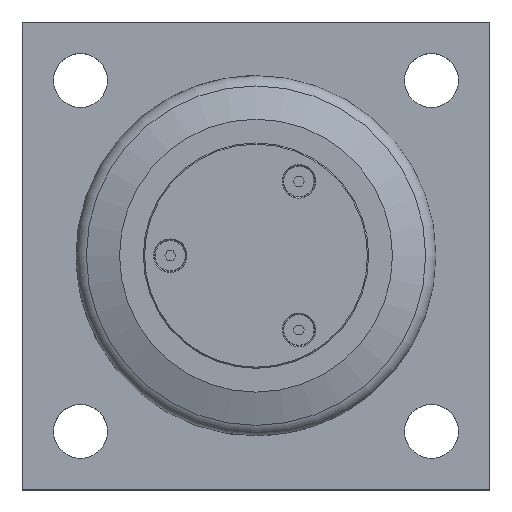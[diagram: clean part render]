
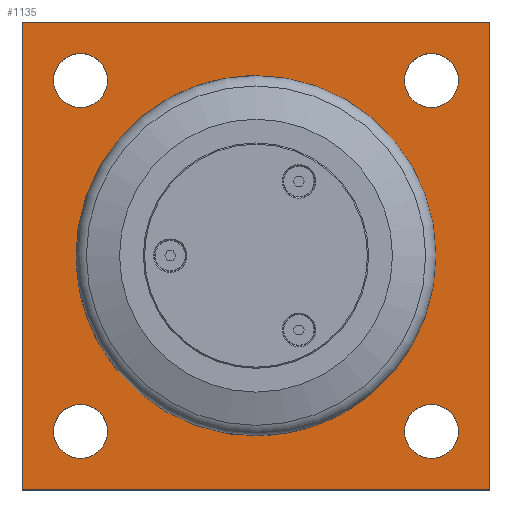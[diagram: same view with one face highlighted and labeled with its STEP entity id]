
A CAD part, top view. The second image highlights one B-rep face of the part: STEP entity #1135.
In plain terms, the highlighted planar face has unit normal (0, 0, 1).
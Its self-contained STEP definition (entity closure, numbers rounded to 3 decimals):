
#39=FACE_BOUND('',#264,.T.);
#40=FACE_BOUND('',#265,.T.);
#41=FACE_BOUND('',#266,.T.);
#42=FACE_BOUND('',#267,.T.);
#43=FACE_BOUND('',#268,.T.);
#97=CIRCLE('',#1265,29.);
#102=CIRCLE('',#1273,6.918);
#103=CIRCLE('',#1274,6.918);
#104=CIRCLE('',#1275,6.918);
#105=CIRCLE('',#1276,6.918);
#106=CIRCLE('',#1277,6.918);
#107=CIRCLE('',#1278,6.918);
#108=CIRCLE('',#1279,6.918);
#109=CIRCLE('',#1280,6.918);
#185=FACE_OUTER_BOUND('',#263,.T.);
#263=EDGE_LOOP('',(#974,#975,#976,#977));
#264=EDGE_LOOP('',(#978,#979));
#265=EDGE_LOOP('',(#980,#981));
#266=EDGE_LOOP('',(#982,#983));
#267=EDGE_LOOP('',(#984,#985));
#268=EDGE_LOOP('',(#986));
#356=LINE('',#1947,#445);
#357=LINE('',#1949,#446);
#358=LINE('',#1951,#447);
#359=LINE('',#1952,#448);
#445=VECTOR('',#1584,10.);
#446=VECTOR('',#1585,10.);
#447=VECTOR('',#1586,10.);
#448=VECTOR('',#1587,10.);
#544=VERTEX_POINT('',#1930);
#549=VERTEX_POINT('',#1945);
#550=VERTEX_POINT('',#1946);
#551=VERTEX_POINT('',#1948);
#552=VERTEX_POINT('',#1950);
#553=VERTEX_POINT('',#1953);
#554=VERTEX_POINT('',#1954);
#555=VERTEX_POINT('',#1957);
#556=VERTEX_POINT('',#1958);
#557=VERTEX_POINT('',#1961);
#558=VERTEX_POINT('',#1962);
#559=VERTEX_POINT('',#1965);
#560=VERTEX_POINT('',#1966);
#690=EDGE_CURVE('',#544,#544,#97,.T.);
#696=EDGE_CURVE('',#549,#550,#356,.T.);
#697=EDGE_CURVE('',#551,#549,#357,.T.);
#698=EDGE_CURVE('',#552,#551,#358,.T.);
#699=EDGE_CURVE('',#550,#552,#359,.T.);
#700=EDGE_CURVE('',#553,#554,#102,.T.);
#701=EDGE_CURVE('',#554,#553,#103,.T.);
#702=EDGE_CURVE('',#555,#556,#104,.T.);
#703=EDGE_CURVE('',#556,#555,#105,.T.);
#704=EDGE_CURVE('',#557,#558,#106,.T.);
#705=EDGE_CURVE('',#558,#557,#107,.T.);
#706=EDGE_CURVE('',#559,#560,#108,.T.);
#707=EDGE_CURVE('',#560,#559,#109,.T.);
#974=ORIENTED_EDGE('',*,*,#696,.F.);
#975=ORIENTED_EDGE('',*,*,#697,.F.);
#976=ORIENTED_EDGE('',*,*,#698,.F.);
#977=ORIENTED_EDGE('',*,*,#699,.F.);
#978=ORIENTED_EDGE('',*,*,#700,.T.);
#979=ORIENTED_EDGE('',*,*,#701,.T.);
#980=ORIENTED_EDGE('',*,*,#702,.T.);
#981=ORIENTED_EDGE('',*,*,#703,.T.);
#982=ORIENTED_EDGE('',*,*,#704,.T.);
#983=ORIENTED_EDGE('',*,*,#705,.T.);
#984=ORIENTED_EDGE('',*,*,#706,.T.);
#985=ORIENTED_EDGE('',*,*,#707,.T.);
#986=ORIENTED_EDGE('',*,*,#690,.T.);
#1076=PLANE('',#1272);
#1135=ADVANCED_FACE('',(#185,#39,#40,#41,#42,#43),#1076,.T.);
#1265=AXIS2_PLACEMENT_3D('',#1932,#1567,#1568);
#1272=AXIS2_PLACEMENT_3D('',#1944,#1582,#1583);
#1273=AXIS2_PLACEMENT_3D('',#1955,#1588,#1589);
#1274=AXIS2_PLACEMENT_3D('',#1956,#1590,#1591);
#1275=AXIS2_PLACEMENT_3D('',#1959,#1592,#1593);
#1276=AXIS2_PLACEMENT_3D('',#1960,#1594,#1595);
#1277=AXIS2_PLACEMENT_3D('',#1963,#1596,#1597);
#1278=AXIS2_PLACEMENT_3D('',#1964,#1598,#1599);
#1279=AXIS2_PLACEMENT_3D('',#1967,#1600,#1601);
#1280=AXIS2_PLACEMENT_3D('',#1968,#1602,#1603);
#1567=DIRECTION('center_axis',(0.,0.,-1.));
#1568=DIRECTION('ref_axis',(0.,1.,0.));
#1582=DIRECTION('center_axis',(0.,0.,1.));
#1583=DIRECTION('ref_axis',(1.,0.,0.));
#1584=DIRECTION('',(0.,1.,0.));
#1585=DIRECTION('',(-1.,0.,0.));
#1586=DIRECTION('',(0.,-1.,0.));
#1587=DIRECTION('',(1.,0.,0.));
#1588=DIRECTION('center_axis',(0.,0.,-1.));
#1589=DIRECTION('ref_axis',(1.,0.,0.));
#1590=DIRECTION('center_axis',(0.,0.,-1.));
#1591=DIRECTION('ref_axis',(1.,0.,0.));
#1592=DIRECTION('center_axis',(0.,0.,-1.));
#1593=DIRECTION('ref_axis',(1.,0.,0.));
#1594=DIRECTION('center_axis',(0.,0.,-1.));
#1595=DIRECTION('ref_axis',(1.,0.,0.));
#1596=DIRECTION('center_axis',(0.,0.,-1.));
#1597=DIRECTION('ref_axis',(1.,0.,0.));
#1598=DIRECTION('center_axis',(0.,0.,-1.));
#1599=DIRECTION('ref_axis',(1.,0.,0.));
#1600=DIRECTION('center_axis',(0.,0.,-1.));
#1601=DIRECTION('ref_axis',(1.,0.,0.));
#1602=DIRECTION('center_axis',(0.,0.,-1.));
#1603=DIRECTION('ref_axis',(1.,0.,0.));
#1930=CARTESIAN_POINT('',(60.,31.,20.));
#1932=CARTESIAN_POINT('Origin',(60.,60.,20.));
#1944=CARTESIAN_POINT('Origin',(60.,60.,20.));
#1945=CARTESIAN_POINT('',(0.,0.,20.));
#1946=CARTESIAN_POINT('',(0.,120.,20.));
#1947=CARTESIAN_POINT('',(0.,120.,20.));
#1948=CARTESIAN_POINT('',(120.,0.,20.));
#1949=CARTESIAN_POINT('',(0.,0.,20.));
#1950=CARTESIAN_POINT('',(120.,120.,20.));
#1951=CARTESIAN_POINT('',(120.,0.,20.));
#1952=CARTESIAN_POINT('',(120.,120.,20.));
#1953=CARTESIAN_POINT('',(21.918,105.,20.));
#1954=CARTESIAN_POINT('',(8.083,105.,20.));
#1955=CARTESIAN_POINT('Origin',(15.,105.,20.));
#1956=CARTESIAN_POINT('Origin',(15.,105.,20.));
#1957=CARTESIAN_POINT('',(111.918,105.,20.));
#1958=CARTESIAN_POINT('',(98.083,105.,20.));
#1959=CARTESIAN_POINT('Origin',(105.,105.,20.));
#1960=CARTESIAN_POINT('Origin',(105.,105.,20.));
#1961=CARTESIAN_POINT('',(111.918,15.,20.));
#1962=CARTESIAN_POINT('',(98.083,15.,20.));
#1963=CARTESIAN_POINT('Origin',(105.,15.,20.));
#1964=CARTESIAN_POINT('Origin',(105.,15.,20.));
#1965=CARTESIAN_POINT('',(21.918,15.,20.));
#1966=CARTESIAN_POINT('',(8.083,15.,20.));
#1967=CARTESIAN_POINT('Origin',(15.,15.,20.));
#1968=CARTESIAN_POINT('Origin',(15.,15.,20.));
